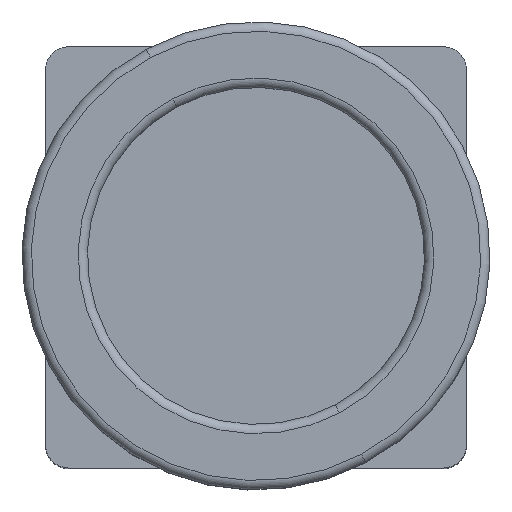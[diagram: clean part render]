
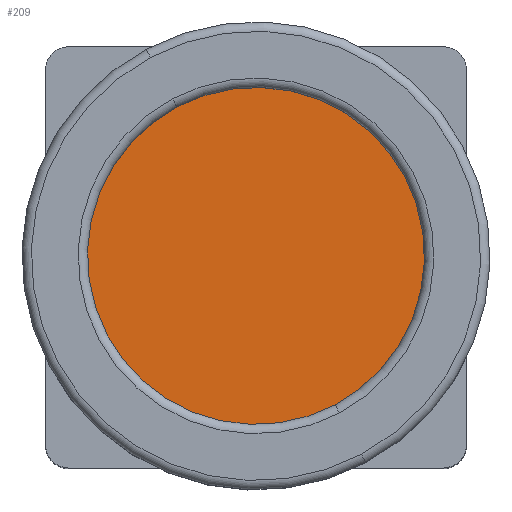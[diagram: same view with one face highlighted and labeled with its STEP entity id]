
A CAD part, top view. The second image highlights one B-rep face of the part: STEP entity #209.
In plain terms, the highlighted planar face has unit normal (0, 0, 1).
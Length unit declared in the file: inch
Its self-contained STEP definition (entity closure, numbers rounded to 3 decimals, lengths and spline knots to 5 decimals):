
#209 = ADVANCED_FACE ( 'NONE', ( #23114 ), #38669, .T. ) ;
#2013 = ORIENTED_EDGE ( 'NONE', *, *, #17911, .T. ) ;
#3534 = CARTESIAN_POINT ( 'NONE',  ( -1.04, 0., 0.1875 ) ) ;
#5663 = DIRECTION ( 'NONE',  ( 0., 0., 1. ) ) ;
#7889 = VERTEX_POINT ( 'NONE', #14269 ) ;
#9309 = ORIENTED_EDGE ( 'NONE', *, *, #17240, .T. ) ;
#10039 = CARTESIAN_POINT ( 'NONE',  ( 0., 0., 0.1875 ) ) ;
#11825 = CIRCLE ( 'NONE', #22450, 1.04 ) ;
#14269 = CARTESIAN_POINT ( 'NONE',  ( 1.04, 0., 0.1875 ) ) ;
#14341 = DIRECTION ( 'NONE',  ( 1., 0., 0. ) ) ;
#17048 = CARTESIAN_POINT ( 'NONE',  ( 0., 0., 0.1875 ) ) ;
#17240 = EDGE_CURVE ( 'NONE', #7889, #25062, #11825, .T. ) ;
#17911 = EDGE_CURVE ( 'NONE', #25062, #7889, #35087, .T. ) ;
#18850 = EDGE_LOOP ( 'NONE', ( #2013, #9309 ) ) ;
#22450 = AXIS2_PLACEMENT_3D ( 'NONE', #10039, #28286, #34584 ) ;
#22512 = AXIS2_PLACEMENT_3D ( 'NONE', #25735, #28873, #14341 ) ;
#23114 = FACE_OUTER_BOUND ( 'NONE', #18850, .T. ) ;
#25062 = VERTEX_POINT ( 'NONE', #3534 ) ;
#25735 = CARTESIAN_POINT ( 'NONE',  ( 0., 0., 0.1875 ) ) ;
#28286 = DIRECTION ( 'NONE',  ( 0., 0., 1. ) ) ;
#28873 = DIRECTION ( 'NONE',  ( 0., 0., 1. ) ) ;
#33240 = AXIS2_PLACEMENT_3D ( 'NONE', #17048, #5663, #38286 ) ;
#34584 = DIRECTION ( 'NONE',  ( 1., 0., 0. ) ) ;
#35087 = CIRCLE ( 'NONE', #22512, 1.04 ) ;
#38286 = DIRECTION ( 'NONE',  ( 1., 0., 0. ) ) ;
#38669 = PLANE ( 'NONE',  #33240 ) ;
